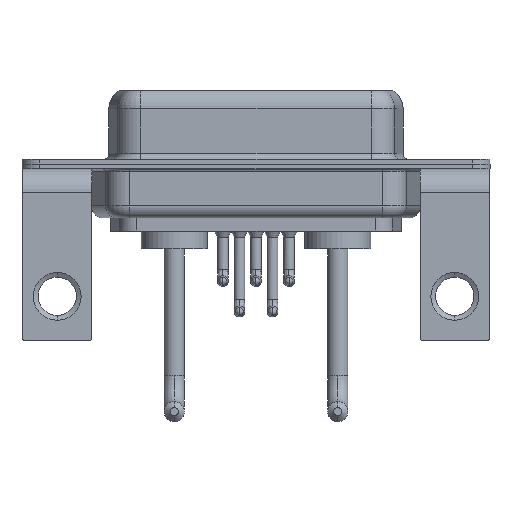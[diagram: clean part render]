
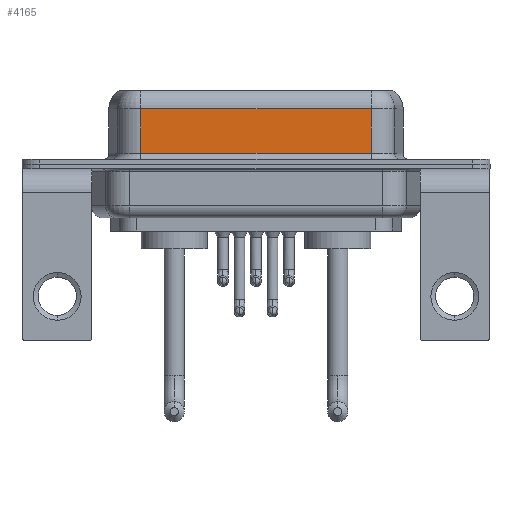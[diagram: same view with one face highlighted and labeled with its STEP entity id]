
A CAD part, front view. The second image highlights one B-rep face of the part: STEP entity #4165.
In plain terms, the highlighted planar face has unit normal (0, -1, 0).
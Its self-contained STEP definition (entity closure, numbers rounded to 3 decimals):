
#1882 = LINE ( 'NONE', #13055, #3835 ) ;
#3341 = ORIENTED_EDGE ( 'NONE', *, *, #4730, .F. ) ;
#3406 = VECTOR ( 'NONE', #16177, 1000. ) ;
#3437 = VECTOR ( 'NONE', #8264, 1000. ) ;
#3835 = VECTOR ( 'NONE', #11538, 1000. ) ;
#4165 = ADVANCED_FACE ( 'NONE', ( #13548 ), #10542, .F. ) ;
#4730 = EDGE_CURVE ( 'NONE', #8685, #15128, #9522, .T. ) ;
#4853 = AXIS2_PLACEMENT_3D ( 'NONE', #10705, #13377, #6676 ) ;
#5492 = EDGE_LOOP ( 'NONE', ( #3341, #13060, #8047, #6461 ) ) ;
#5849 = CARTESIAN_POINT ( 'NONE',  ( 26.287, -3.95, 0.9 ) ) ;
#6461 = ORIENTED_EDGE ( 'NONE', *, *, #10265, .T. ) ;
#6676 = DIRECTION ( 'NONE',  ( 0., 0., 1. ) ) ;
#6935 = EDGE_CURVE ( 'NONE', #8685, #9720, #13045, .T. ) ;
#8047 = ORIENTED_EDGE ( 'NONE', *, *, #16789, .T. ) ;
#8264 = DIRECTION ( 'NONE',  ( 0., 0., -1. ) ) ;
#8674 = VECTOR ( 'NONE', #11885, 1000. ) ;
#8685 = VERTEX_POINT ( 'NONE', #15139 ) ;
#9522 = LINE ( 'NONE', #12359, #3437 ) ;
#9720 = VERTEX_POINT ( 'NONE', #10432 ) ;
#10265 = EDGE_CURVE ( 'NONE', #16071, #15128, #1882, .T. ) ;
#10284 = CARTESIAN_POINT ( 'NONE',  ( 7.013, -3.95, 0.9 ) ) ;
#10432 = CARTESIAN_POINT ( 'NONE',  ( 7.013, -3.95, 4.65 ) ) ;
#10542 = PLANE ( 'NONE',  #4853 ) ;
#10705 = CARTESIAN_POINT ( 'NONE',  ( 26.287, -3.95, 6.4 ) ) ;
#11538 = DIRECTION ( 'NONE',  ( 1., 0., 0. ) ) ;
#11885 = DIRECTION ( 'NONE',  ( -1., 0., 0. ) ) ;
#12359 = CARTESIAN_POINT ( 'NONE',  ( 26.287, -3.95, 6.4 ) ) ;
#13045 = LINE ( 'NONE', #15985, #8674 ) ;
#13055 = CARTESIAN_POINT ( 'NONE',  ( 26.287, -3.95, 0.9 ) ) ;
#13060 = ORIENTED_EDGE ( 'NONE', *, *, #6935, .T. ) ;
#13377 = DIRECTION ( 'NONE',  ( 0., 1., 0. ) ) ;
#13548 = FACE_OUTER_BOUND ( 'NONE', #5492, .T. ) ;
#13601 = CARTESIAN_POINT ( 'NONE',  ( 7.013, -3.95, 6.4 ) ) ;
#15128 = VERTEX_POINT ( 'NONE', #5849 ) ;
#15139 = CARTESIAN_POINT ( 'NONE',  ( 26.287, -3.95, 4.65 ) ) ;
#15985 = CARTESIAN_POINT ( 'NONE',  ( 26.287, -3.95, 4.65 ) ) ;
#16071 = VERTEX_POINT ( 'NONE', #10284 ) ;
#16177 = DIRECTION ( 'NONE',  ( 0., 0., -1. ) ) ;
#16265 = LINE ( 'NONE', #13601, #3406 ) ;
#16789 = EDGE_CURVE ( 'NONE', #9720, #16071, #16265, .T. ) ;
